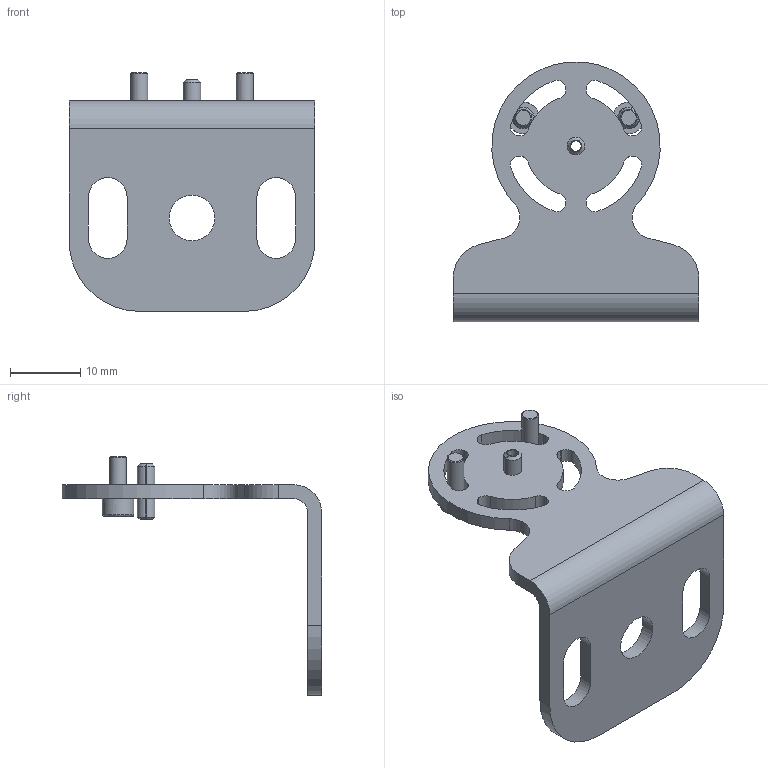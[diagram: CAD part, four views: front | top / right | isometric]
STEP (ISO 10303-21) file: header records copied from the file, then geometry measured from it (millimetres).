
FILE_DESCRIPTION (( 'STEP AP214' ), '1' );
FILE_NAME ('ST-K4ROT-SH.STEP', '2025-01-17T14:46:51', ( '' ), ( '' ), 'SwSTEP 2.0', 'SolidWorks 2024', '' );
FILE_SCHEMA (( 'AUTOMOTIVE_DESIGN' ));
Length unit declared in the file: inch
Products named in the file (1): ST-K4ROT-SH
Bounding box: 35 x 36.96 x 34 mm (x, y, z)
Volume: 3192.3 mm3; surface area: 4121.7 mm2
Topology: 4 solids, 4 shells, 126 faces, 310 edges, 194 vertices
Faces by surface type: plane 55, cylinder 45, cone 20, bspline 6
Full cylindrical faces by diameter (mm): 2.38 x2, 2.5 x1, 4.5 x2, 6.5 x1
Entity records: 4026 total; most frequent: CARTESIAN_POINT 1075, DIRECTION 624, ORIENTED_EDGE 560, EDGE_CURVE 280, AXIS2_PLACEMENT_3D 243, VERTEX_POINT 182, EDGE_LOOP 162, VECTOR 138
